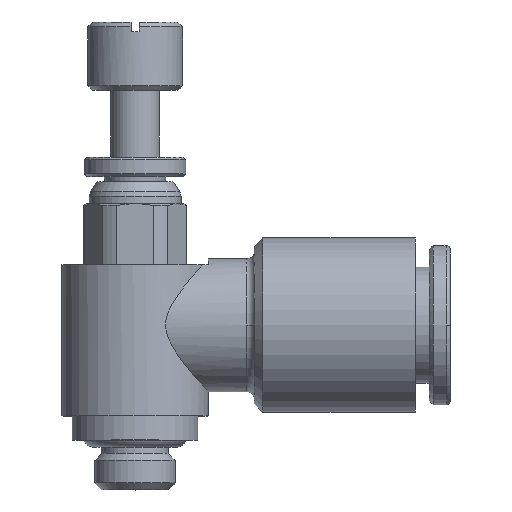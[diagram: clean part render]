
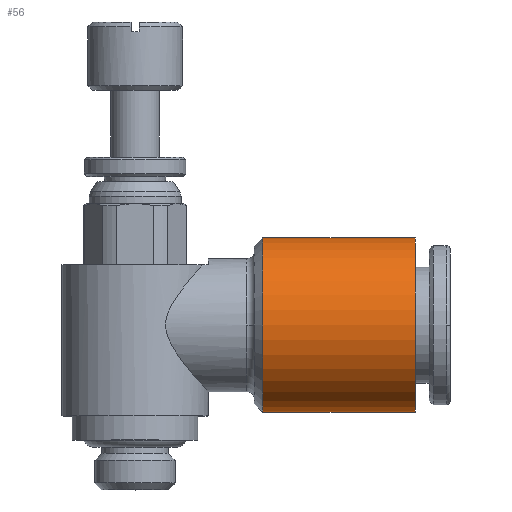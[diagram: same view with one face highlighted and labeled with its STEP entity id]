
A CAD part, top view. The second image highlights one B-rep face of the part: STEP entity #56.
In plain terms, the highlighted cylindrical face has radius 5.425 mm (diameter 10.85 mm), a partial arc.
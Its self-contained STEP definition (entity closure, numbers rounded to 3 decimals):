
#56=ADVANCED_FACE('',(#170),#171,.T.);
#170=FACE_OUTER_BOUND('',#388,.T.);
#171=CYLINDRICAL_SURFACE('',#389,5.425);
#388=EDGE_LOOP('',(#657,#658,#659,#660));
#389=AXIS2_PLACEMENT_3D('',#661,#662,#663);
#657=ORIENTED_EDGE('',*,*,#1422,.F.);
#658=ORIENTED_EDGE('',*,*,#1423,.T.);
#659=ORIENTED_EDGE('',*,*,#1424,.F.);
#660=ORIENTED_EDGE('',*,*,#1425,.F.);
#661=CARTESIAN_POINT('',(12.685,5.65,0.0));
#662=DIRECTION('',(1.0,0.0,0.0));
#663=DIRECTION('',(0.0,1.0,0.0));
#1422=EDGE_CURVE('',#1700,#1701,#1702,.T.);
#1423=EDGE_CURVE('',#1700,#1703,#1704,.T.);
#1424=EDGE_CURVE('',#1705,#1703,#1706,.T.);
#1425=EDGE_CURVE('',#1701,#1705,#1707,.T.);
#1700=VERTEX_POINT('',#2193);
#1701=VERTEX_POINT('',#2194);
#1702=LINE('',#2195,#2196);
#1703=VERTEX_POINT('',#2197);
#1704=CIRCLE('',#2198,5.425);
#1705=VERTEX_POINT('',#2199);
#1706=LINE('',#2200,#2201);
#1707=CIRCLE('',#2202,5.425);
#2193=CARTESIAN_POINT('',(7.935,11.075,0.0));
#2194=CARTESIAN_POINT('',(17.435,11.075,0.0));
#2195=CARTESIAN_POINT('',(12.685,11.075,0.));
#2196=VECTOR('',#3000,1.0);
#2197=CARTESIAN_POINT('',(7.935,0.225,0.));
#2198=AXIS2_PLACEMENT_3D('',#3001,#3002,#3003);
#2199=CARTESIAN_POINT('',(17.435,0.225,0.));
#2200=CARTESIAN_POINT('',(12.685,0.225,0.));
#2201=VECTOR('',#3004,1.0);
#2202=AXIS2_PLACEMENT_3D('',#3005,#3006,#3007);
#3000=DIRECTION('',(1.0,0.0,0.0));
#3001=CARTESIAN_POINT('',(7.935,5.65,0.0));
#3002=DIRECTION('',(1.0,0.0,0.0));
#3003=DIRECTION('',(0.0,1.0,0.0));
#3004=DIRECTION('',(-1.0,-0.0,-0.0));
#3005=CARTESIAN_POINT('',(17.435,5.65,0.0));
#3006=DIRECTION('',(1.0,0.0,0.0));
#3007=DIRECTION('',(0.0,1.0,0.0));
